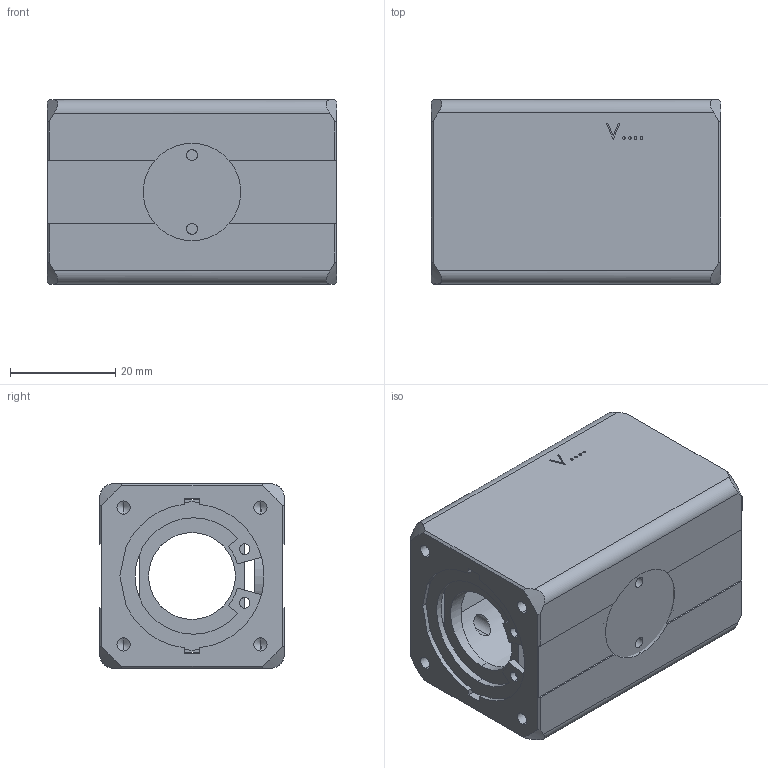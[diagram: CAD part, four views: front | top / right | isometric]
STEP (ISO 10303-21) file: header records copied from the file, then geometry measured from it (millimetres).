
FILE_DESCRIPTION (( 'STEP AP214' ), '1' );
FILE_NAME ('RS4-10-4.STEP', '2019-10-17T09:26:18', ( '' ), ( '' ), 'SwSTEP 2.0', 'SolidWorks 2019', '' );
FILE_SCHEMA (( 'AUTOMOTIVE_DESIGN' ));
Length unit declared in the file: millimetre
Products named in the file (1): RS4-10-4
Bounding box: 55 x 35 x 35 mm (x, y, z)
Volume: 34730.7 mm3; surface area: 19154.6 mm2
Topology: 7 solids, 7 shells, 242 faces, 654 edges, 421 vertices
Faces by surface type: cylinder 101, plane 94, cone 26, bspline 18, torus 3
Entity records: 11292 total; most frequent: CARTESIAN_POINT 2568, ORIENTED_EDGE 1276, DIRECTION 1186, EDGE_CURVE 638, AXIS2_PLACEMENT_3D 425, VERTEX_POINT 421, LINE 336, VECTOR 336
